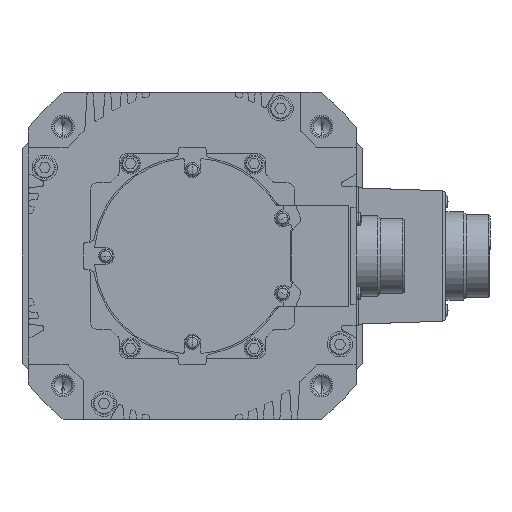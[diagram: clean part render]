
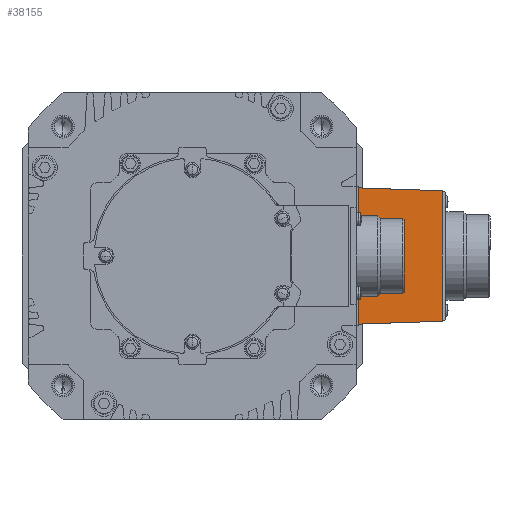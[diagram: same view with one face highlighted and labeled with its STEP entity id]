
A CAD part, front view. The second image highlights one B-rep face of the part: STEP entity #38155.
In plain terms, the highlighted face is planar.
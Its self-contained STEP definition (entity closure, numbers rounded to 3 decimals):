
#2463 = EDGE_CURVE ( 'NONE', #22398, #37213, #11722, .T. ) ;
#4378 = CARTESIAN_POINT ( 'NONE',  ( -123.593, 100.886, -25.782 ) ) ;
#5843 = ORIENTED_EDGE ( 'NONE', *, *, #13608, .F. ) ;
#6065 = DIRECTION ( 'NONE',  ( 1., -0.017, 0. ) ) ;
#8348 = LINE ( 'NONE', #23771, #18219 ) ;
#10002 = ORIENTED_EDGE ( 'NONE', *, *, #25898, .F. ) ;
#11722 = LINE ( 'NONE', #4378, #35147 ) ;
#12049 = VERTEX_POINT ( 'NONE', #49626 ) ;
#12914 = ORIENTED_EDGE ( 'NONE', *, *, #37222, .T. ) ;
#13608 = EDGE_CURVE ( 'NONE', #45239, #22398, #8348, .T. ) ;
#18219 = VECTOR ( 'NONE', #35411, 1000. ) ;
#21481 = DIRECTION ( 'NONE',  ( 0., 0., -1. ) ) ;
#22398 = VERTEX_POINT ( 'NONE', #28609 ) ;
#23771 = CARTESIAN_POINT ( 'NONE',  ( -124.202, 66., 27.5 ) ) ;
#25051 = CARTESIAN_POINT ( 'NONE',  ( -123.626, 99.026, 27.5 ) ) ;
#25548 = PLANE ( 'NONE',  #27396 ) ;
#25898 = EDGE_CURVE ( 'NONE', #12049, #45239, #33294, .T. ) ;
#26050 = FACE_OUTER_BOUND ( 'NONE', #34076, .T. ) ;
#26281 = DIRECTION ( 'NONE',  ( 0., 0., -1. ) ) ;
#26617 = ORIENTED_EDGE ( 'NONE', *, *, #2463, .F. ) ;
#27165 = DIRECTION ( 'NONE',  ( 0.017, 0.999, 0.035 ) ) ;
#27396 = AXIS2_PLACEMENT_3D ( 'NONE', #25051, #6065, #21481 ) ;
#28609 = CARTESIAN_POINT ( 'NONE',  ( -124.202, 66., -27. ) ) ;
#30342 = LINE ( 'NONE', #42748, #35353 ) ;
#33136 = VECTOR ( 'NONE', #40638, 1000. ) ;
#33294 = LINE ( 'NONE', #40399, #33136 ) ;
#34076 = EDGE_LOOP ( 'NONE', ( #10002, #12914, #26617, #5843 ) ) ;
#35147 = VECTOR ( 'NONE', #27165, 1000. ) ;
#35353 = VECTOR ( 'NONE', #26281, 1000. ) ;
#35411 = DIRECTION ( 'NONE',  ( 0., 0., -1. ) ) ;
#37213 = VERTEX_POINT ( 'NONE', #37935 ) ;
#37222 = EDGE_CURVE ( 'NONE', #12049, #37213, #30342, .T. ) ;
#37935 = CARTESIAN_POINT ( 'NONE',  ( -123.626, 99.026, -25.847 ) ) ;
#38155 = ADVANCED_FACE ( 'NONE', ( #26050 ), #25548, .F. ) ;
#40399 = CARTESIAN_POINT ( 'NONE',  ( -123.627, 98.969, 25.849 ) ) ;
#40638 = DIRECTION ( 'NONE',  ( -0.017, -0.999, 0.035 ) ) ;
#42748 = CARTESIAN_POINT ( 'NONE',  ( -123.626, 99.026, 27.5 ) ) ;
#45239 = VERTEX_POINT ( 'NONE', #49680 ) ;
#49626 = CARTESIAN_POINT ( 'NONE',  ( -123.626, 99.026, 25.847 ) ) ;
#49680 = CARTESIAN_POINT ( 'NONE',  ( -124.202, 66., 27. ) ) ;
